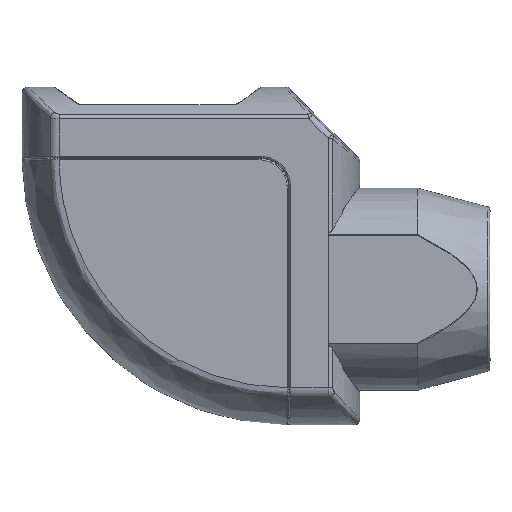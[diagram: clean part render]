
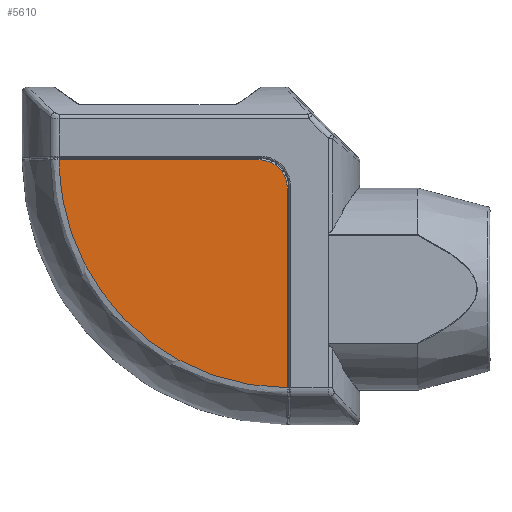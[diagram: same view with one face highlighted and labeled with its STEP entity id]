
A CAD part, left-side view. The second image highlights one B-rep face of the part: STEP entity #5610.
In plain terms, the highlighted planar face has unit normal (-1, 0, 0).
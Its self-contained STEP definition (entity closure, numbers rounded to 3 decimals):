
#178 = CARTESIAN_POINT ( 'NONE',  ( -29.5, -35., -0.194 ) ) ;
#339 = CARTESIAN_POINT ( 'NONE',  ( -29.5, -44.806, -10. ) ) ;
#486 = DIRECTION ( 'NONE',  ( 0., -1., 0. ) ) ;
#580 = CARTESIAN_POINT ( 'NONE',  ( -29.5, 33.992, -46.353 ) ) ;
#637 = CARTESIAN_POINT ( 'NONE',  ( -29.5, -45., -95. ) ) ;
#1020 = CARTESIAN_POINT ( 'NONE',  ( -29.5, -44.806, -10. ) ) ;
#1106 = EDGE_LOOP ( 'NONE', ( #10683, #8058, #5810, #8195 ) ) ;
#1264 = CARTESIAN_POINT ( 'NONE',  ( -29.5, -45., -0.194 ) ) ;
#1797 = VERTEX_POINT ( 'NONE', #7824 ) ;
#1900 = CARTESIAN_POINT ( 'NONE',  ( -29.5, -35., -0.194 ) ) ;
#2055 = VERTEX_POINT ( 'NONE', #10071 ) ;
#2857 = CARTESIAN_POINT ( 'NONE',  ( -29.5, 34.105, -0.194 ) ) ;
#3452 = EDGE_CURVE ( 'NONE', #10577, #1797, #6992, .T. ) ;
#3845 =( BOUNDED_CURVE ( )  B_SPLINE_CURVE ( 3, ( #10611, #4793, #580, #2857 ),
 .UNSPECIFIED., .F., .T. ) 
 B_SPLINE_CURVE_WITH_KNOTS ( ( 4, 4 ),
 ( 0., 1. ),
 .UNSPECIFIED. ) 
 CURVE ( )  GEOMETRIC_REPRESENTATION_ITEM ( )  RATIONAL_B_SPLINE_CURVE ( ( 1., 0.806, 0.806, 1. ) ) 
 REPRESENTATION_ITEM ( '' )  );
#3863 = PLANE ( 'NONE',  #8507 ) ;
#3875 = VECTOR ( 'NONE', #10197, 1000. ) ;
#4690 = FACE_OUTER_BOUND ( 'NONE', #1106, .T. ) ;
#4786 = EDGE_CURVE ( 'NONE', #10329, #10577, #6455, .T. ) ;
#4793 = CARTESIAN_POINT ( 'NONE',  ( -29.5, 1.353, -78.992 ) ) ;
#4798 = DIRECTION ( 'NONE',  ( 0., 1., 0. ) ) ;
#5610 = ADVANCED_FACE ( 'NONE', ( #4690 ), #3863, .F. ) ;
#5810 = ORIENTED_EDGE ( 'NONE', *, *, #8249, .F. ) ;
#6455 =( BOUNDED_CURVE ( )  B_SPLINE_CURVE ( 3, ( #1900, #8612, #8561, #1020 ),
 .UNSPECIFIED., .F., .T. ) 
 B_SPLINE_CURVE_WITH_KNOTS ( ( 4, 4 ),
 ( 0., 1. ),
 .UNSPECIFIED. ) 
 CURVE ( )  GEOMETRIC_REPRESENTATION_ITEM ( )  RATIONAL_B_SPLINE_CURVE ( ( 1., 0.805, 0.805, 1. ) ) 
 REPRESENTATION_ITEM ( '' )  );
#6992 = LINE ( 'NONE', #7042, #3875 ) ;
#7042 = CARTESIAN_POINT ( 'NONE',  ( -29.5, -44.806, -95. ) ) ;
#7242 = DIRECTION ( 'NONE',  ( 1., 0., 0. ) ) ;
#7824 = CARTESIAN_POINT ( 'NONE',  ( -29.5, -44.806, -79.105 ) ) ;
#8058 = ORIENTED_EDGE ( 'NONE', *, *, #4786, .F. ) ;
#8195 = ORIENTED_EDGE ( 'NONE', *, *, #9756, .F. ) ;
#8249 = EDGE_CURVE ( 'NONE', #2055, #10329, #9737, .T. ) ;
#8507 = AXIS2_PLACEMENT_3D ( 'NONE', #637, #7242, #4798 ) ;
#8524 = VECTOR ( 'NONE', #486, 1000. ) ;
#8561 = CARTESIAN_POINT ( 'NONE',  ( -29.5, -44.806, -4.256 ) ) ;
#8612 = CARTESIAN_POINT ( 'NONE',  ( -29.5, -40.744, -0.194 ) ) ;
#9737 = LINE ( 'NONE', #1264, #8524 ) ;
#9756 = EDGE_CURVE ( 'NONE', #1797, #2055, #3845, .T. ) ;
#10071 = CARTESIAN_POINT ( 'NONE',  ( -29.5, 34.105, -0.194 ) ) ;
#10197 = DIRECTION ( 'NONE',  ( 0., 0., -1. ) ) ;
#10329 = VERTEX_POINT ( 'NONE', #178 ) ;
#10577 = VERTEX_POINT ( 'NONE', #339 ) ;
#10611 = CARTESIAN_POINT ( 'NONE',  ( -29.5, -44.806, -79.105 ) ) ;
#10683 = ORIENTED_EDGE ( 'NONE', *, *, #3452, .F. ) ;
